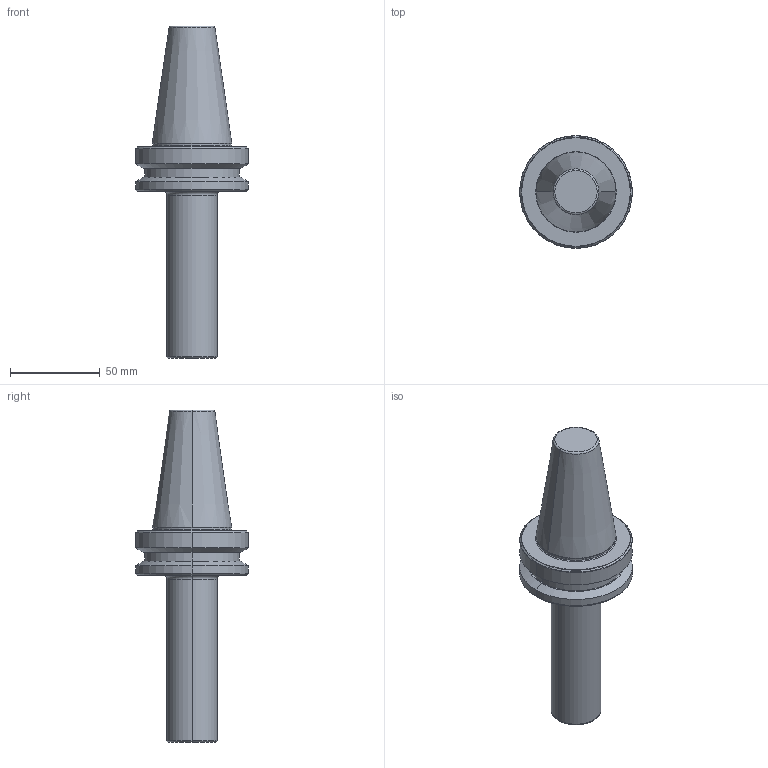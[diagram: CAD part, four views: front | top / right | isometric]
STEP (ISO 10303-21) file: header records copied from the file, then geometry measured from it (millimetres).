
FILE_DESCRIPTION (( 'STEP AP203' ), '1' );
FILE_NAME ('BT40 DMC 10 120 AD-2.5G 25000 SL.STEP', '2019-05-24T08:30:02', ( '' ), ( '' ), 'SwSTEP 2.0', 'SolidWorks 2014', '' );
FILE_SCHEMA (( 'CONFIG_CONTROL_DESIGN' ));
Length unit declared in the file: millimetre
Products named in the file (1): BT40 DMC 10 120 AD-2.5G 25000 SL
Bounding box: 63 x 63 x 185.4 mm (x, y, z)
Volume: 195673.3 mm3; surface area: 26397.3 mm2
Topology: 1 solids, 1 shells, 44 faces, 86 edges, 48 vertices
Faces by surface type: torus 16, cone 12, cylinder 10, plane 6
Entity records: 1207 total; most frequent: DIRECTION 240, CARTESIAN_POINT 179, ORIENTED_EDGE 172, AXIS2_PLACEMENT_3D 109, EDGE_CURVE 86, CIRCLE 64, EDGE_LOOP 48, VERTEX_POINT 48
